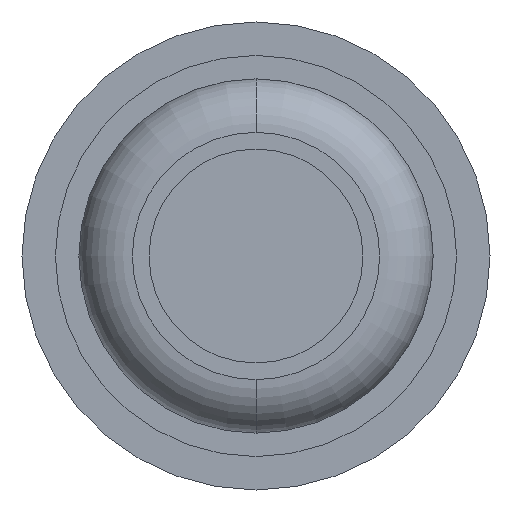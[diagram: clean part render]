
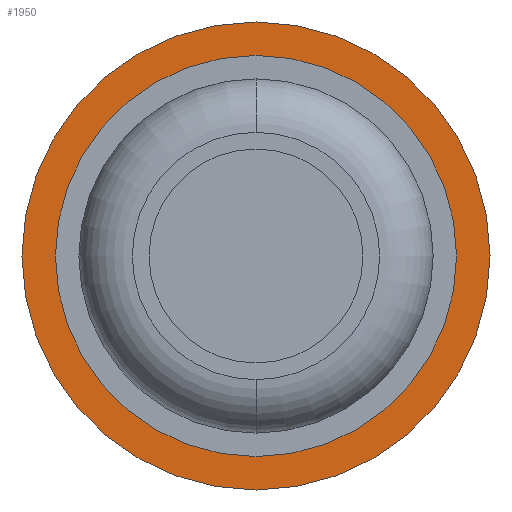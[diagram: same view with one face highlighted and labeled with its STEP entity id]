
A CAD part, front view. The second image highlights one B-rep face of the part: STEP entity #1950.
In plain terms, the highlighted planar face has unit normal (0, -1, 0).
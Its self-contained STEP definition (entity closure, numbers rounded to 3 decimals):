
#10 = FACE_OUTER_BOUND ( 'NONE', #1593, .T. ) ;
#36 = DIRECTION ( 'NONE',  ( 0., 1., 0. ) ) ;
#37 = DIRECTION ( 'NONE',  ( 0., 1., 0. ) ) ;
#82 = ORIENTED_EDGE ( 'NONE', *, *, #2359, .F. ) ;
#111 = VERTEX_POINT ( 'NONE', #2412 ) ;
#193 = DIRECTION ( 'NONE',  ( 0., 0., 1. ) ) ;
#240 = DIRECTION ( 'NONE',  ( 0., 1., 0. ) ) ;
#524 = CARTESIAN_POINT ( 'NONE',  ( 0., -0.8, 0. ) ) ;
#583 = VERTEX_POINT ( 'NONE', #610 ) ;
#605 = CIRCLE ( 'NONE', #1316, 1.75 ) ;
#610 = CARTESIAN_POINT ( 'NONE',  ( 0., -0.8, 1.75 ) ) ;
#665 = EDGE_CURVE ( 'Defeature ausgef�hrt1_6+Defeature ausgef�hrt1_5+Defeature ausgef�hrt1_5+Defeature ausgef�hrt1_5', #2704, #111, #2502, .T. ) ;
#683 = CARTESIAN_POINT ( 'NONE',  ( 0., -0.8, -1.5 ) ) ;
#905 = CARTESIAN_POINT ( 'NONE',  ( 0., -0.8, 0. ) ) ;
#1052 = DIRECTION ( 'NONE',  ( 0., -1., 0. ) ) ;
#1142 = CARTESIAN_POINT ( 'NONE',  ( 0., -0.8, 0. ) ) ;
#1217 = EDGE_CURVE ( 'Defeature ausgef�hrt1_6+Defeature ausgef�hrt1_5+Defeature ausgef�hrt1_5+Defeature ausgef�hrt1_5', #111, #2704, #1244, .T. ) ;
#1244 = CIRCLE ( 'NONE', #2650, 1.5 ) ;
#1258 = AXIS2_PLACEMENT_3D ( 'NONE', #3009, #1052, #2070 ) ;
#1316 = AXIS2_PLACEMENT_3D ( 'NONE', #1937, #36, #1717 ) ;
#1443 = ORIENTED_EDGE ( 'NONE', *, *, #1530, .F. ) ;
#1530 = EDGE_CURVE ( 'Defeature ausgef�hrt1_7+Defeature ausgef�hrt1_6+Defeature ausgef�hrt1_6+Defeature ausgef�hrt1_6', #1800, #583, #2535, .T. ) ;
#1593 = EDGE_LOOP ( 'NONE', ( #82, #1443 ) ) ;
#1717 = DIRECTION ( 'NONE',  ( 0., 0., 1. ) ) ;
#1789 = FACE_BOUND ( 'NONE', #1849, .T. ) ;
#1800 = VERTEX_POINT ( 'NONE', #2915 ) ;
#1849 = EDGE_LOOP ( 'NONE', ( #2996, #2141 ) ) ;
#1882 = AXIS2_PLACEMENT_3D ( 'NONE', #524, #37, #1963 ) ;
#1937 = CARTESIAN_POINT ( 'NONE',  ( 0., -0.8, 0. ) ) ;
#1950 = ADVANCED_FACE ( 'Defeature ausgef�hrt1_6', ( #1789, #10 ), #2310, .T. ) ;
#1963 = DIRECTION ( 'NONE',  ( 0., 0., 1. ) ) ;
#2067 = AXIS2_PLACEMENT_3D ( 'NONE', #1142, #240, #2398 ) ;
#2070 = DIRECTION ( 'NONE',  ( 0., 0., -1. ) ) ;
#2141 = ORIENTED_EDGE ( 'NONE', *, *, #665, .T. ) ;
#2310 = PLANE ( 'NONE',  #1258 ) ;
#2359 = EDGE_CURVE ( 'Defeature ausgef�hrt1_7+Defeature ausgef�hrt1_6+Defeature ausgef�hrt1_6+Defeature ausgef�hrt1_6', #583, #1800, #605, .T. ) ;
#2368 = DIRECTION ( 'NONE',  ( 0., 1., 0. ) ) ;
#2398 = DIRECTION ( 'NONE',  ( 0., 0., 1. ) ) ;
#2412 = CARTESIAN_POINT ( 'NONE',  ( 0., -0.8, 1.5 ) ) ;
#2502 = CIRCLE ( 'NONE', #2067, 1.5 ) ;
#2535 = CIRCLE ( 'NONE', #1882, 1.75 ) ;
#2650 = AXIS2_PLACEMENT_3D ( 'NONE', #905, #2368, #193 ) ;
#2704 = VERTEX_POINT ( 'NONE', #683 ) ;
#2915 = CARTESIAN_POINT ( 'NONE',  ( 0., -0.8, -1.75 ) ) ;
#2996 = ORIENTED_EDGE ( 'NONE', *, *, #1217, .T. ) ;
#3009 = CARTESIAN_POINT ( 'NONE',  ( -1.75, -0.8, 0. ) ) ;
